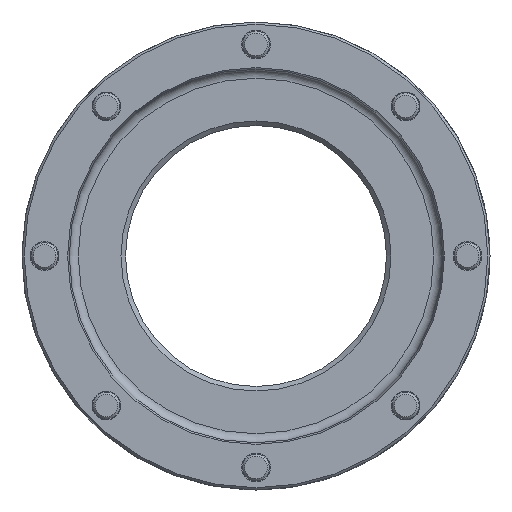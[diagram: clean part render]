
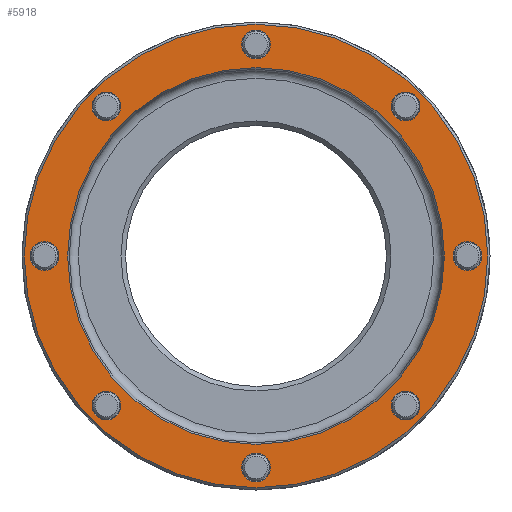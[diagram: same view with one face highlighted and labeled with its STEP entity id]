
A CAD part, left-side view. The second image highlights one B-rep face of the part: STEP entity #5918.
In plain terms, the highlighted planar face has unit normal (-1, 0, 0).
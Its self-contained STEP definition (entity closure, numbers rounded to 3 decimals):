
#2241=ORIENTED_EDGE('',*,*,#3057,.T.);
#2242=ORIENTED_EDGE('',*,*,#3060,.T.);
#2243=ORIENTED_EDGE('',*,*,#3062,.T.);
#2244=ORIENTED_EDGE('',*,*,#3063,.T.);
#2245=ORIENTED_EDGE('',*,*,#3064,.T.);
#2246=ORIENTED_EDGE('',*,*,#3065,.T.);
#2247=ORIENTED_EDGE('',*,*,#3066,.T.);
#2248=ORIENTED_EDGE('',*,*,#3067,.T.);
#2249=ORIENTED_EDGE('',*,*,#3068,.T.);
#2250=ORIENTED_EDGE('',*,*,#3054,.T.);
#3054=EDGE_CURVE('',#3587,#3587,#3942,.T.);
#3057=EDGE_CURVE('',#3590,#3590,#3945,.T.);
#3060=EDGE_CURVE('',#3593,#3593,#3948,.T.);
#3062=EDGE_CURVE('',#3595,#3595,#3950,.T.);
#3063=EDGE_CURVE('',#3596,#3596,#3951,.T.);
#3064=EDGE_CURVE('',#3597,#3597,#3952,.T.);
#3065=EDGE_CURVE('',#3598,#3598,#3953,.T.);
#3066=EDGE_CURVE('',#3599,#3599,#3954,.T.);
#3067=EDGE_CURVE('',#3600,#3600,#3955,.T.);
#3068=EDGE_CURVE('',#3601,#3601,#3956,.T.);
#3587=VERTEX_POINT('',#10147);
#3590=VERTEX_POINT('',#10155);
#3593=VERTEX_POINT('',#10164);
#3595=VERTEX_POINT('',#10173);
#3596=VERTEX_POINT('',#10175);
#3597=VERTEX_POINT('',#10177);
#3598=VERTEX_POINT('',#10179);
#3599=VERTEX_POINT('',#10181);
#3600=VERTEX_POINT('',#10183);
#3601=VERTEX_POINT('',#10185);
#3942=CIRCLE('',#6636,51.5);
#3945=CIRCLE('',#6641,3.2);
#3948=CIRCLE('',#6647,41.864);
#3950=CIRCLE('',#6654,3.2);
#3951=CIRCLE('',#6655,3.2);
#3952=CIRCLE('',#6656,3.2);
#3953=CIRCLE('',#6657,3.2);
#3954=CIRCLE('',#6658,3.2);
#3955=CIRCLE('',#6659,3.2);
#3956=CIRCLE('',#6660,3.2);
#4524=EDGE_LOOP('',(#2241));
#4525=EDGE_LOOP('',(#2242));
#4526=EDGE_LOOP('',(#2243));
#4527=EDGE_LOOP('',(#2244));
#4528=EDGE_LOOP('',(#2245));
#4529=EDGE_LOOP('',(#2246));
#4530=EDGE_LOOP('',(#2247));
#4531=EDGE_LOOP('',(#2248));
#4532=EDGE_LOOP('',(#2249));
#4533=EDGE_LOOP('',(#2250));
#5167=FACE_BOUND('',#4524,.T.);
#5168=FACE_BOUND('',#4525,.T.);
#5169=FACE_BOUND('',#4526,.T.);
#5170=FACE_BOUND('',#4527,.T.);
#5171=FACE_BOUND('',#4528,.T.);
#5172=FACE_BOUND('',#4529,.T.);
#5173=FACE_BOUND('',#4530,.T.);
#5174=FACE_BOUND('',#4531,.T.);
#5175=FACE_BOUND('',#4532,.T.);
#5176=FACE_BOUND('',#4533,.T.);
#5518=PLANE('',#6653);
#5918=ADVANCED_FACE('',(#5167,#5168,#5169,#5170,#5171,#5172,#5173,#5174,
#5175,#5176),#5518,.T.);
#6636=AXIS2_PLACEMENT_3D('',#10146,#8415,#8416);
#6641=AXIS2_PLACEMENT_3D('',#10154,#8425,#8426);
#6647=AXIS2_PLACEMENT_3D('',#10163,#8437,#8438);
#6653=AXIS2_PLACEMENT_3D('',#10171,#8449,#8450);
#6654=AXIS2_PLACEMENT_3D('',#10172,#8451,#8452);
#6655=AXIS2_PLACEMENT_3D('',#10174,#8453,#8454);
#6656=AXIS2_PLACEMENT_3D('',#10176,#8455,#8456);
#6657=AXIS2_PLACEMENT_3D('',#10178,#8457,#8458);
#6658=AXIS2_PLACEMENT_3D('',#10180,#8459,#8460);
#6659=AXIS2_PLACEMENT_3D('',#10182,#8461,#8462);
#6660=AXIS2_PLACEMENT_3D('',#10184,#8463,#8464);
#8415=DIRECTION('',(-1.,0.,0.));
#8416=DIRECTION('',(0.,0.,-1.));
#8425=DIRECTION('',(1.,0.,0.));
#8426=DIRECTION('',(0.,-1.,0.));
#8437=DIRECTION('',(1.,0.,0.));
#8438=DIRECTION('',(0.,0.,1.));
#8449=DIRECTION('',(-1.,0.,0.));
#8450=DIRECTION('',(0.,0.,-1.));
#8451=DIRECTION('',(1.,0.,0.));
#8452=DIRECTION('',(0.,-0.707,-0.707));
#8453=DIRECTION('',(1.,0.,0.));
#8454=DIRECTION('',(0.,0.,-1.));
#8455=DIRECTION('',(1.,0.,0.));
#8456=DIRECTION('',(0.,0.707,-0.707));
#8457=DIRECTION('',(1.,0.,0.));
#8458=DIRECTION('',(0.,1.,0.));
#8459=DIRECTION('',(1.,0.,0.));
#8460=DIRECTION('',(0.,0.707,0.707));
#8461=DIRECTION('',(1.,0.,0.));
#8462=DIRECTION('',(0.,0.,1.));
#8463=DIRECTION('',(1.,0.,0.));
#8464=DIRECTION('',(0.,-0.707,0.707));
#10146=CARTESIAN_POINT('',(-31.965,0.,0.));
#10147=CARTESIAN_POINT('',(-31.965,0.,-51.5));
#10154=CARTESIAN_POINT('',(-31.965,0.,47.));
#10155=CARTESIAN_POINT('',(-31.965,-3.2,47.));
#10163=CARTESIAN_POINT('',(-31.965,0.,0.));
#10164=CARTESIAN_POINT('',(-31.965,0.,41.864));
#10171=CARTESIAN_POINT('',(-31.965,0.,52.));
#10172=CARTESIAN_POINT('',(-31.965,-33.234,33.234));
#10173=CARTESIAN_POINT('',(-31.965,-35.497,30.971));
#10174=CARTESIAN_POINT('',(-31.965,-47.,0.));
#10175=CARTESIAN_POINT('',(-31.965,-47.,-3.2));
#10176=CARTESIAN_POINT('',(-31.965,-33.234,-33.234));
#10177=CARTESIAN_POINT('',(-31.965,-30.971,-35.497));
#10178=CARTESIAN_POINT('',(-31.965,0.,-47.));
#10179=CARTESIAN_POINT('',(-31.965,3.2,-47.));
#10180=CARTESIAN_POINT('',(-31.965,33.234,-33.234));
#10181=CARTESIAN_POINT('',(-31.965,35.497,-30.971));
#10182=CARTESIAN_POINT('',(-31.965,47.,0.));
#10183=CARTESIAN_POINT('',(-31.965,47.,3.2));
#10184=CARTESIAN_POINT('',(-31.965,33.234,33.234));
#10185=CARTESIAN_POINT('',(-31.965,30.971,35.497));
